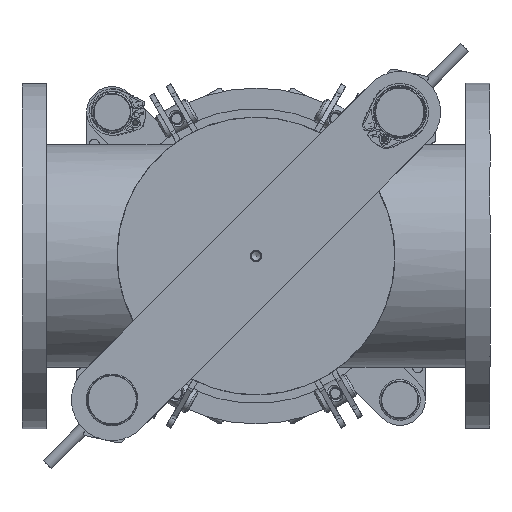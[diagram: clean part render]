
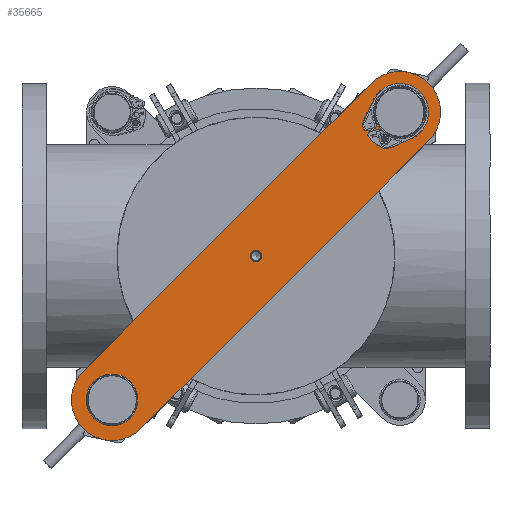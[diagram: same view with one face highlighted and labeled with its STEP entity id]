
A CAD part, front view. The second image highlights one B-rep face of the part: STEP entity #35665.
In plain terms, the highlighted planar face has unit normal (0, -1, 0).
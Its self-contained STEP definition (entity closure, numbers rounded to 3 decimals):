
#1302=LINE('',#59754,#3373);
#1306=LINE('',#59762,#3377);
#3373=VECTOR('',#45159,10.);
#3377=VECTOR('',#45169,10.);
#6648=FACE_BOUND('',#10788,.T.);
#6649=FACE_BOUND('',#10789,.T.);
#6650=FACE_BOUND('',#10790,.T.);
#8170=FACE_OUTER_BOUND('',#10787,.T.);
#10787=EDGE_LOOP('',(#26401,#26402,#26403,#26404));
#10788=EDGE_LOOP('',(#26405));
#10789=EDGE_LOOP('',(#26406));
#10790=EDGE_LOOP('',(#26407));
#13062=CIRCLE('',#38549,25.25);
#13063=CIRCLE('',#38551,25.25);
#13064=CIRCLE('',#38553,5.5);
#13066=CIRCLE('',#38556,40.);
#13067=CIRCLE('',#38559,40.);
#15729=VERTEX_POINT('',#59736);
#15730=VERTEX_POINT('',#59739);
#15731=VERTEX_POINT('',#59742);
#15733=VERTEX_POINT('',#59747);
#15734=VERTEX_POINT('',#59748);
#15735=VERTEX_POINT('',#59753);
#15736=VERTEX_POINT('',#59758);
#19628=EDGE_CURVE('',#15729,#15729,#13062,.T.);
#19629=EDGE_CURVE('',#15730,#15730,#13063,.T.);
#19630=EDGE_CURVE('',#15731,#15731,#13064,.T.);
#19632=EDGE_CURVE('',#15733,#15734,#13066,.T.);
#19635=EDGE_CURVE('',#15734,#15735,#1302,.T.);
#19638=EDGE_CURVE('',#15735,#15736,#13067,.T.);
#19640=EDGE_CURVE('',#15736,#15733,#1306,.T.);
#26401=ORIENTED_EDGE('',*,*,#19632,.F.);
#26402=ORIENTED_EDGE('',*,*,#19640,.F.);
#26403=ORIENTED_EDGE('',*,*,#19638,.F.);
#26404=ORIENTED_EDGE('',*,*,#19635,.F.);
#26405=ORIENTED_EDGE('',*,*,#19630,.T.);
#26406=ORIENTED_EDGE('',*,*,#19628,.T.);
#26407=ORIENTED_EDGE('',*,*,#19629,.T.);
#31936=PLANE('',#38561);
#35665=ADVANCED_FACE('',(#8170,#6648,#6649,#6650),#31936,.T.);
#38549=AXIS2_PLACEMENT_3D('',#59737,#45139,#45140);
#38551=AXIS2_PLACEMENT_3D('',#59740,#45143,#45144);
#38553=AXIS2_PLACEMENT_3D('',#59743,#45147,#45148);
#38556=AXIS2_PLACEMENT_3D('',#59749,#45153,#45154);
#38559=AXIS2_PLACEMENT_3D('',#59759,#45164,#45165);
#38561=AXIS2_PLACEMENT_3D('',#59764,#45171,#45172);
#45139=DIRECTION('center_axis',(0.,1.,0.));
#45140=DIRECTION('ref_axis',(-0.707,0.,-0.707));
#45143=DIRECTION('center_axis',(0.,1.,0.));
#45144=DIRECTION('ref_axis',(-0.707,0.,-0.707));
#45147=DIRECTION('center_axis',(0.,1.,0.));
#45148=DIRECTION('ref_axis',(-0.707,0.,-0.707));
#45153=DIRECTION('center_axis',(0.,1.,0.));
#45154=DIRECTION('ref_axis',(-0.707,0.,0.707));
#45159=DIRECTION('',(-0.707,0.,-0.707));
#45164=DIRECTION('center_axis',(0.,1.,0.));
#45165=DIRECTION('ref_axis',(0.707,0.,-0.707));
#45169=DIRECTION('',(0.707,0.,0.707));
#45171=DIRECTION('center_axis',(0.,-1.,0.));
#45172=DIRECTION('ref_axis',(0.707,0.,0.707));
#59736=CARTESIAN_POINT('',(159.276,-293.,159.276));
#59737=CARTESIAN_POINT('Origin',(141.421,-293.,141.421));
#59739=CARTESIAN_POINT('',(-123.567,-293.,-123.567));
#59740=CARTESIAN_POINT('Origin',(-141.421,-293.,-141.421));
#59742=CARTESIAN_POINT('',(3.889,-293.,3.889));
#59743=CARTESIAN_POINT('Origin',(0.,-293.,0.));
#59747=CARTESIAN_POINT('',(113.137,-293.,169.706));
#59748=CARTESIAN_POINT('',(169.706,-293.,113.137));
#59749=CARTESIAN_POINT('Origin',(141.421,-293.,141.421));
#59753=CARTESIAN_POINT('',(-113.137,-293.,-169.706));
#59754=CARTESIAN_POINT('',(169.706,-293.,113.137));
#59758=CARTESIAN_POINT('',(-169.706,-293.,-113.137));
#59759=CARTESIAN_POINT('Origin',(-141.421,-293.,-141.421));
#59762=CARTESIAN_POINT('',(-169.706,-293.,-113.137));
#59764=CARTESIAN_POINT('Origin',(0.,-293.,0.));
